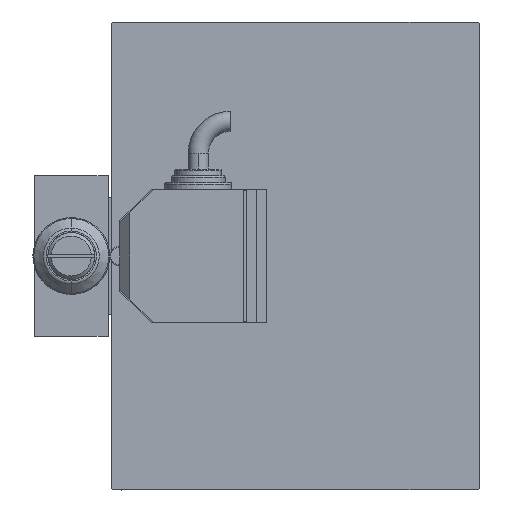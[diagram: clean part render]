
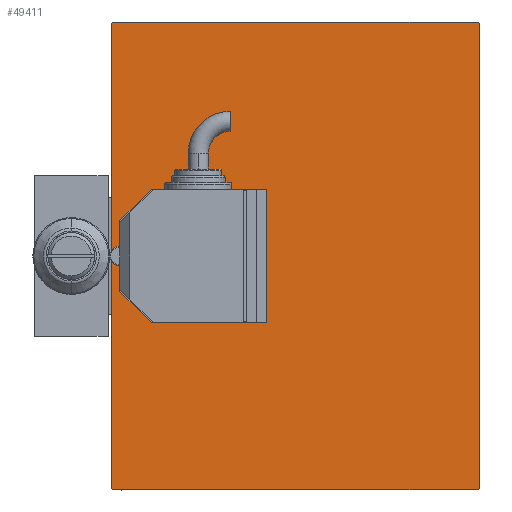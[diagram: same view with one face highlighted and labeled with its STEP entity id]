
A CAD part, left-side view. The second image highlights one B-rep face of the part: STEP entity #49411.
In plain terms, the highlighted face is planar.
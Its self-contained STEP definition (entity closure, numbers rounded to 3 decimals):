
#418 = LINE ( 'NONE', #26913, #27828 ) ;
#637 = ORIENTED_EDGE ( 'NONE', *, *, #19813, .T. ) ;
#1191 = LINE ( 'NONE', #27435, #41094 ) ;
#2315 = EDGE_CURVE ( 'NONE', #13160, #38798, #23163, .T. ) ;
#2336 = EDGE_CURVE ( 'NONE', #38798, #39258, #418, .T. ) ;
#2896 = ORIENTED_EDGE ( 'NONE', *, *, #2315, .T. ) ;
#3470 = VERTEX_POINT ( 'NONE', #17898 ) ;
#4460 = PLANE ( 'NONE',  #37224 ) ;
#5473 = VECTOR ( 'NONE', #30416, 1000. ) ;
#5967 = VECTOR ( 'NONE', #45812, 1000. ) ;
#7251 = CARTESIAN_POINT ( 'NONE',  ( 173., 54.7, 70. ) ) ;
#7683 = DIRECTION ( 'NONE',  ( 0., -0.707, -0.707 ) ) ;
#7912 = DIRECTION ( 'NONE',  ( 0., -1., 0. ) ) ;
#9357 = CARTESIAN_POINT ( 'NONE',  ( 173., -54.7, -70. ) ) ;
#9656 = LINE ( 'NONE', #12668, #46353 ) ;
#12668 = CARTESIAN_POINT ( 'NONE',  ( 173., 55., -70. ) ) ;
#13160 = VERTEX_POINT ( 'NONE', #17758 ) ;
#15102 = ORIENTED_EDGE ( 'NONE', *, *, #18806, .T. ) ;
#15254 = CARTESIAN_POINT ( 'NONE',  ( 173., -62.35, -62.35 ) ) ;
#16956 = CARTESIAN_POINT ( 'NONE',  ( 173., -55., -69.7 ) ) ;
#17758 = CARTESIAN_POINT ( 'NONE',  ( 173., 55., 69.7 ) ) ;
#17898 = CARTESIAN_POINT ( 'NONE',  ( 173., 55., -69.7 ) ) ;
#18421 = VECTOR ( 'NONE', #7683, 1000. ) ;
#18512 = CARTESIAN_POINT ( 'NONE',  ( 173., -55., 70. ) ) ;
#18806 = EDGE_CURVE ( 'NONE', #28764, #40603, #26984, .T. ) ;
#19813 = EDGE_CURVE ( 'NONE', #39258, #36596, #35164, .T. ) ;
#19974 = EDGE_CURVE ( 'NONE', #3470, #13160, #9656, .T. ) ;
#20215 = DIRECTION ( 'NONE',  ( 0., 0., -1. ) ) ;
#23163 = LINE ( 'NONE', #45910, #5473 ) ;
#23184 = CARTESIAN_POINT ( 'NONE',  ( 173., -62.35, 62.35 ) ) ;
#23336 = EDGE_LOOP ( 'NONE', ( #34886, #33805, #39569, #2896, #27944, #637, #33064, #15102 ) ) ;
#24104 = CARTESIAN_POINT ( 'NONE',  ( 173., 54.7, -70. ) ) ;
#24334 = CARTESIAN_POINT ( 'NONE',  ( 173., -55., 69.7 ) ) ;
#26913 = CARTESIAN_POINT ( 'NONE',  ( 173., 55., 70. ) ) ;
#26984 = LINE ( 'NONE', #15254, #28710 ) ;
#27411 = CARTESIAN_POINT ( 'NONE',  ( 173., -54.7, 70. ) ) ;
#27435 = CARTESIAN_POINT ( 'NONE',  ( 173., -55., -70. ) ) ;
#27828 = VECTOR ( 'NONE', #7912, 1000. ) ;
#27917 = DIRECTION ( 'NONE',  ( 0., 0., 1. ) ) ;
#27944 = ORIENTED_EDGE ( 'NONE', *, *, #2336, .T. ) ;
#28710 = VECTOR ( 'NONE', #42226, 1000. ) ;
#28764 = VERTEX_POINT ( 'NONE', #16956 ) ;
#29690 = VERTEX_POINT ( 'NONE', #24104 ) ;
#30416 = DIRECTION ( 'NONE',  ( 0., -0.707, 0.707 ) ) ;
#30565 = CARTESIAN_POINT ( 'NONE',  ( 173., 62.35, -62.35 ) ) ;
#30844 = VECTOR ( 'NONE', #45736, 1000. ) ;
#31203 = CARTESIAN_POINT ( 'NONE',  ( 173., 0., 0. ) ) ;
#33064 = ORIENTED_EDGE ( 'NONE', *, *, #38846, .T. ) ;
#33805 = ORIENTED_EDGE ( 'NONE', *, *, #44422, .T. ) ;
#34886 = ORIENTED_EDGE ( 'NONE', *, *, #44598, .T. ) ;
#34927 = DIRECTION ( 'NONE',  ( 0., 1., 0. ) ) ;
#34940 = DIRECTION ( 'NONE',  ( 1., 0., 0. ) ) ;
#35164 = LINE ( 'NONE', #23184, #18421 ) ;
#36596 = VERTEX_POINT ( 'NONE', #24334 ) ;
#37224 = AXIS2_PLACEMENT_3D ( 'NONE', #31203, #34940, #20215 ) ;
#38482 = LINE ( 'NONE', #18512, #30844 ) ;
#38706 = FACE_OUTER_BOUND ( 'NONE', #23336, .T. ) ;
#38798 = VERTEX_POINT ( 'NONE', #7251 ) ;
#38846 = EDGE_CURVE ( 'NONE', #36596, #28764, #38482, .T. ) ;
#39258 = VERTEX_POINT ( 'NONE', #27411 ) ;
#39569 = ORIENTED_EDGE ( 'NONE', *, *, #19974, .T. ) ;
#40603 = VERTEX_POINT ( 'NONE', #9357 ) ;
#41094 = VECTOR ( 'NONE', #34927, 1000. ) ;
#42226 = DIRECTION ( 'NONE',  ( 0., 0.707, -0.707 ) ) ;
#44422 = EDGE_CURVE ( 'NONE', #29690, #3470, #46068, .T. ) ;
#44598 = EDGE_CURVE ( 'NONE', #40603, #29690, #1191, .T. ) ;
#45736 = DIRECTION ( 'NONE',  ( 0., 0., -1. ) ) ;
#45812 = DIRECTION ( 'NONE',  ( 0., 0.707, 0.707 ) ) ;
#45910 = CARTESIAN_POINT ( 'NONE',  ( 173., 62.35, 62.35 ) ) ;
#46068 = LINE ( 'NONE', #30565, #5967 ) ;
#46353 = VECTOR ( 'NONE', #27917, 1000. ) ;
#49411 = ADVANCED_FACE ( 'NONE', ( #38706 ), #4460, .T. ) ;
